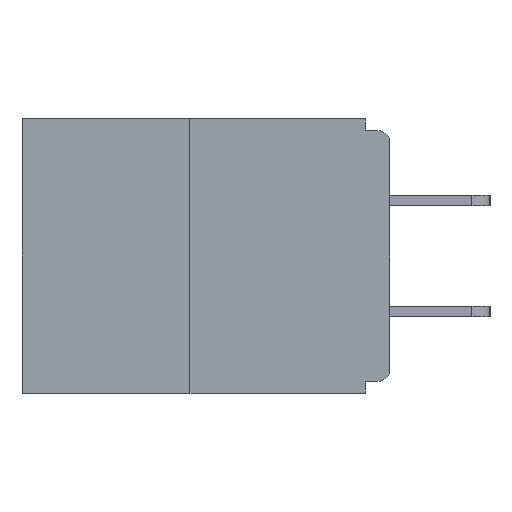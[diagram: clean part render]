
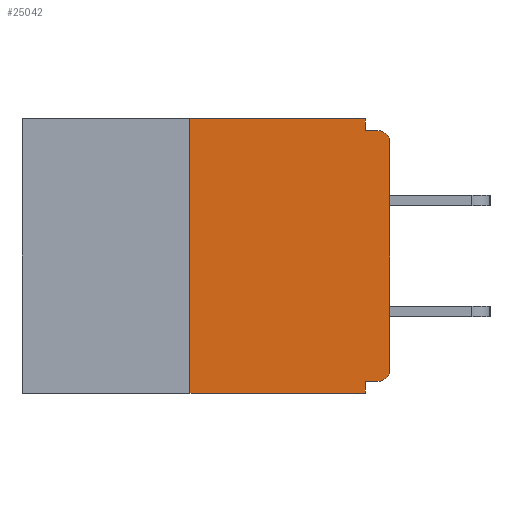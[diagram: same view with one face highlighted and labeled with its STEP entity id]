
A CAD part, left-side view. The second image highlights one B-rep face of the part: STEP entity #25042.
In plain terms, the highlighted planar face has unit normal (-1, 0, 0).
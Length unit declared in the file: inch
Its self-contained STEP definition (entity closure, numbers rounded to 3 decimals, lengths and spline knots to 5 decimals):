
#6 = VERTEX_POINT ( 'NONE', #21412 ) ;
#736 = LINE ( 'NONE', #4883, #17286 ) ;
#1258 = EDGE_CURVE ( 'NONE', #10817, #8253, #25102, .T. ) ;
#1298 = EDGE_CURVE ( 'NONE', #12732, #10817, #9631, .T. ) ;
#1532 = LINE ( 'NONE', #11487, #11465 ) ;
#1721 = CARTESIAN_POINT ( 'NONE',  ( 0., 0.015, -0.015 ) ) ;
#1862 = AXIS2_PLACEMENT_3D ( 'NONE', #7127, #6875, #19033 ) ;
#2253 = DIRECTION ( 'NONE',  ( 0., 1., 0. ) ) ;
#2485 = ORIENTED_EDGE ( 'NONE', *, *, #18300, .T. ) ;
#3211 = VERTEX_POINT ( 'NONE', #9807 ) ;
#3427 = VERTEX_POINT ( 'NONE', #12641 ) ;
#3883 = DIRECTION ( 'NONE',  ( 0., 0., -1. ) ) ;
#4025 = LINE ( 'NONE', #13731, #16838 ) ;
#4806 = CARTESIAN_POINT ( 'NONE',  ( 0., 0., -0.313 ) ) ;
#4883 = CARTESIAN_POINT ( 'NONE',  ( 0., 0., 0. ) ) ;
#5331 = VECTOR ( 'NONE', #10841, 39.37008 ) ;
#5885 = EDGE_CURVE ( 'NONE', #3211, #7533, #7509, .T. ) ;
#6356 = ORIENTED_EDGE ( 'NONE', *, *, #18928, .F. ) ;
#6875 = DIRECTION ( 'NONE',  ( 1., 0., 0. ) ) ;
#7127 = CARTESIAN_POINT ( 'NONE',  ( 0., 0.46, 0. ) ) ;
#7209 = DIRECTION ( 'NONE',  ( -1., 0., 0. ) ) ;
#7509 = CIRCLE ( 'NONE', #17443, 0.015 ) ;
#7533 = VERTEX_POINT ( 'NONE', #4806 ) ;
#7790 = ORIENTED_EDGE ( 'NONE', *, *, #15878, .T. ) ;
#8253 = VERTEX_POINT ( 'NONE', #1721 ) ;
#9129 = CARTESIAN_POINT ( 'NONE',  ( 0., 0.015, -0.313 ) ) ;
#9254 = CIRCLE ( 'NONE', #19674, 0.015 ) ;
#9266 = DIRECTION ( 'NONE',  ( 0., -1., 0. ) ) ;
#9631 = LINE ( 'NONE', #11588, #13685 ) ;
#9807 = CARTESIAN_POINT ( 'NONE',  ( 0., 0.015, -0.328 ) ) ;
#10817 = VERTEX_POINT ( 'NONE', #12785 ) ;
#10841 = DIRECTION ( 'NONE',  ( 0., -1., 0. ) ) ;
#10853 = LINE ( 'NONE', #14385, #17839 ) ;
#11126 = FACE_OUTER_BOUND ( 'NONE', #20684, .T. ) ;
#11305 = CARTESIAN_POINT ( 'NONE',  ( 0., 0.015, -0.03 ) ) ;
#11465 = VECTOR ( 'NONE', #9266, 39.37008 ) ;
#11487 = CARTESIAN_POINT ( 'NONE',  ( 0., 0.46, 0. ) ) ;
#11588 = CARTESIAN_POINT ( 'NONE',  ( 0., 0.031, 0. ) ) ;
#12641 = CARTESIAN_POINT ( 'NONE',  ( 0., 0., -0.03 ) ) ;
#12732 = VERTEX_POINT ( 'NONE', #23125 ) ;
#12785 = CARTESIAN_POINT ( 'NONE',  ( 0., 0.031, -0.015 ) ) ;
#13560 = VERTEX_POINT ( 'NONE', #15532 ) ;
#13685 = VECTOR ( 'NONE', #15475, 39.37008 ) ;
#13731 = CARTESIAN_POINT ( 'NONE',  ( 0., 0.031, -0.343 ) ) ;
#14385 = CARTESIAN_POINT ( 'NONE',  ( 0., 0.25, 0. ) ) ;
#14590 = CARTESIAN_POINT ( 'NONE',  ( 0., 0.031, -0.328 ) ) ;
#14611 = LINE ( 'NONE', #16176, #5331 ) ;
#14772 = ORIENTED_EDGE ( 'NONE', *, *, #20320, .F. ) ;
#15199 = ORIENTED_EDGE ( 'NONE', *, *, #1298, .F. ) ;
#15400 = EDGE_CURVE ( 'NONE', #17169, #13560, #4025, .T. ) ;
#15475 = DIRECTION ( 'NONE',  ( 0., 0., -1. ) ) ;
#15532 = CARTESIAN_POINT ( 'NONE',  ( 0., 0.031, -0.343 ) ) ;
#15672 = EDGE_CURVE ( 'NONE', #6, #12732, #1532, .T. ) ;
#15720 = VERTEX_POINT ( 'NONE', #21464 ) ;
#15764 = ORIENTED_EDGE ( 'NONE', *, *, #24083, .T. ) ;
#15878 = EDGE_CURVE ( 'NONE', #7533, #3427, #736, .T. ) ;
#16176 = CARTESIAN_POINT ( 'NONE',  ( 0., 0.46, -0.343 ) ) ;
#16838 = VECTOR ( 'NONE', #3883, 39.37008 ) ;
#16961 = PLANE ( 'NONE',  #1862 ) ;
#17147 = DIRECTION ( 'NONE',  ( 0., 0., -1. ) ) ;
#17169 = VERTEX_POINT ( 'NONE', #14590 ) ;
#17286 = VECTOR ( 'NONE', #18336, 39.37008 ) ;
#17443 = AXIS2_PLACEMENT_3D ( 'NONE', #9129, #7209, #18738 ) ;
#17530 = ORIENTED_EDGE ( 'NONE', *, *, #15400, .F. ) ;
#17556 = DIRECTION ( 'NONE',  ( 0., -1., 0. ) ) ;
#17839 = VECTOR ( 'NONE', #18519, 39.37008 ) ;
#18300 = EDGE_CURVE ( 'NONE', #15720, #13560, #14611, .T. ) ;
#18336 = DIRECTION ( 'NONE',  ( 0., 0., 1. ) ) ;
#18519 = DIRECTION ( 'NONE',  ( 0., 0., 1. ) ) ;
#18738 = DIRECTION ( 'NONE',  ( 0., 0., -1. ) ) ;
#18928 = EDGE_CURVE ( 'NONE', #15720, #6, #10853, .T. ) ;
#19033 = DIRECTION ( 'NONE',  ( 0., 0., -1. ) ) ;
#19674 = AXIS2_PLACEMENT_3D ( 'NONE', #11305, #24937, #17147 ) ;
#20230 = LINE ( 'NONE', #22185, #22004 ) ;
#20320 = EDGE_CURVE ( 'NONE', #3211, #17169, #20230, .T. ) ;
#20684 = EDGE_LOOP ( 'NONE', ( #24354, #6356, #2485, #17530, #14772, #23405, #7790, #15764, #21563, #15199 ) ) ;
#21412 = CARTESIAN_POINT ( 'NONE',  ( 0., 0.25, 0. ) ) ;
#21447 = CARTESIAN_POINT ( 'NONE',  ( 0., 0., -0.015 ) ) ;
#21464 = CARTESIAN_POINT ( 'NONE',  ( 0., 0.25, -0.343 ) ) ;
#21563 = ORIENTED_EDGE ( 'NONE', *, *, #1258, .F. ) ;
#22004 = VECTOR ( 'NONE', #2253, 39.37008 ) ;
#22185 = CARTESIAN_POINT ( 'NONE',  ( 0., 0., -0.328 ) ) ;
#23125 = CARTESIAN_POINT ( 'NONE',  ( 0., 0.031, 0. ) ) ;
#23405 = ORIENTED_EDGE ( 'NONE', *, *, #5885, .T. ) ;
#24083 = EDGE_CURVE ( 'NONE', #3427, #8253, #9254, .T. ) ;
#24292 = VECTOR ( 'NONE', #17556, 39.37008 ) ;
#24354 = ORIENTED_EDGE ( 'NONE', *, *, #15672, .F. ) ;
#24937 = DIRECTION ( 'NONE',  ( -1., 0., 0. ) ) ;
#25042 = ADVANCED_FACE ( 'NONE', ( #11126 ), #16961, .F. ) ;
#25102 = LINE ( 'NONE', #21447, #24292 ) ;
